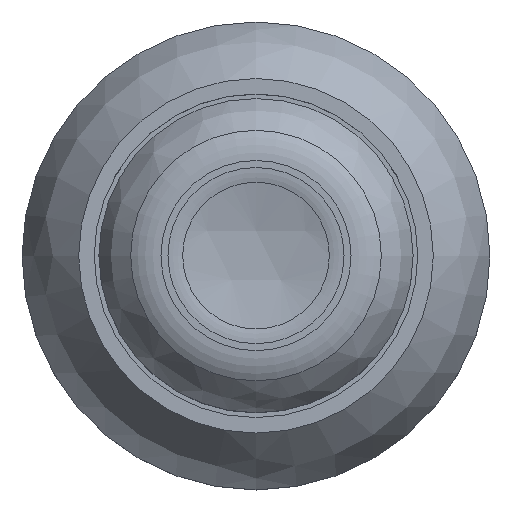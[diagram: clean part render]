
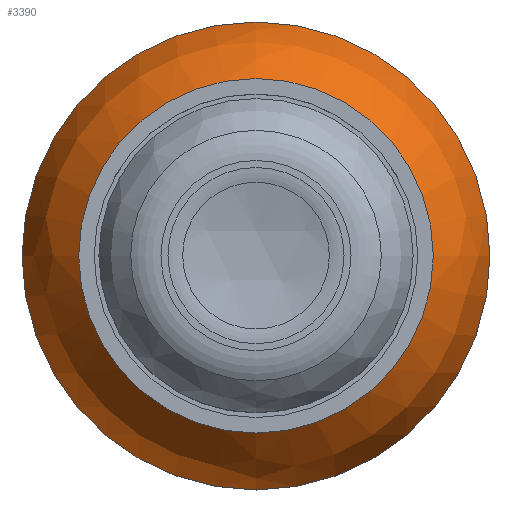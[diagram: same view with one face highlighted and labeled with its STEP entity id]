
A CAD part, top view. The second image highlights one B-rep face of the part: STEP entity #3390.
In plain terms, the highlighted free-form (B-spline) face has degree [2, 2] with [3, 9] control points.
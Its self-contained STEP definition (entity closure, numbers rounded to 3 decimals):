
#26=(
BOUNDED_SURFACE()
B_SPLINE_SURFACE(2,2,((#5550,#5551,#5552,#5553,#5554,#5555,#5556,#5557,
#5558),(#5559,#5560,#5561,#5562,#5563,#5564,#5565,#5566,#5567),(#5568,#5569,
#5570,#5571,#5572,#5573,#5574,#5575,#5576)),.UNSPECIFIED.,.F.,.T.,.F.)
B_SPLINE_SURFACE_WITH_KNOTS((3,3),(3,2,2,2,3),(-0.888,-0.201),
(-3.142,-1.571,0.,1.571,3.142),
 .UNSPECIFIED.)
GEOMETRIC_REPRESENTATION_ITEM()
RATIONAL_B_SPLINE_SURFACE(((1.,0.707,1.,0.707,1.,
0.707,1.,0.707,1.),(0.942,0.666,
0.942,0.666,0.942,0.666,
0.942,0.666,0.942),(1.,0.707,
1.,0.707,1.,0.707,1.,0.707,1.)))
REPRESENTATION_ITEM('')
SURFACE()
);
#837=FACE_OUTER_BOUND('',#1028,.T.);
#1028=EDGE_LOOP('',(#2778,#2779,#2780,#2781,#2782,#2783,#2784));
#1231=CIRCLE('',#3696,8.75);
#1232=CIRCLE('',#3697,8.75);
#1233=CIRCLE('',#3698,8.75);
#1234=CIRCLE('',#3699,6.075);
#1235=CIRCLE('',#3700,6.63);
#1236=CIRCLE('',#3701,6.63);
#1517=VERTEX_POINT('',#5543);
#1518=VERTEX_POINT('',#5545);
#1519=VERTEX_POINT('',#5547);
#1520=VERTEX_POINT('',#5577);
#1521=VERTEX_POINT('',#5579);
#1961=EDGE_CURVE('',#1517,#1518,#1231,.T.);
#1962=EDGE_CURVE('',#1518,#1519,#1232,.T.);
#1963=EDGE_CURVE('',#1519,#1517,#1233,.T.);
#1964=EDGE_CURVE('',#1519,#1520,#1234,.T.);
#1965=EDGE_CURVE('',#1520,#1521,#1235,.T.);
#1966=EDGE_CURVE('',#1521,#1520,#1236,.T.);
#2778=ORIENTED_EDGE('',*,*,#1962,.F.);
#2779=ORIENTED_EDGE('',*,*,#1961,.F.);
#2780=ORIENTED_EDGE('',*,*,#1963,.F.);
#2781=ORIENTED_EDGE('',*,*,#1964,.T.);
#2782=ORIENTED_EDGE('',*,*,#1965,.T.);
#2783=ORIENTED_EDGE('',*,*,#1966,.T.);
#2784=ORIENTED_EDGE('',*,*,#1964,.F.);
#3390=ADVANCED_FACE('',(#837),#26,.F.);
#3696=AXIS2_PLACEMENT_3D('',#5546,#4463,#4464);
#3697=AXIS2_PLACEMENT_3D('',#5548,#4465,#4466);
#3698=AXIS2_PLACEMENT_3D('',#5549,#4467,#4468);
#3699=AXIS2_PLACEMENT_3D('',#5578,#4469,#4470);
#3700=AXIS2_PLACEMENT_3D('',#5580,#4471,#4472);
#3701=AXIS2_PLACEMENT_3D('',#5581,#4473,#4474);
#4463=DIRECTION('center_axis',(0.,0.,-1.));
#4464=DIRECTION('ref_axis',(-1.,0.,0.));
#4465=DIRECTION('center_axis',(0.,0.,-1.));
#4466=DIRECTION('ref_axis',(-1.,0.,0.));
#4467=DIRECTION('center_axis',(0.,0.,-1.));
#4468=DIRECTION('ref_axis',(-1.,0.,0.));
#4469=DIRECTION('center_axis',(1.,0.,0.));
#4470=DIRECTION('ref_axis',(0.,1.,0.));
#4471=DIRECTION('center_axis',(0.,0.,-1.));
#4472=DIRECTION('ref_axis',(-1.,0.,0.));
#4473=DIRECTION('center_axis',(0.,0.,-1.));
#4474=DIRECTION('ref_axis',(-1.,0.,0.));
#5543=CARTESIAN_POINT('',(8.75,0.,1.5));
#5545=CARTESIAN_POINT('',(-8.75,0.,1.5));
#5546=CARTESIAN_POINT('Origin',(0.,0.,1.5));
#5547=CARTESIAN_POINT('',(0.,8.75,1.5));
#5548=CARTESIAN_POINT('Origin',(0.,0.,1.5));
#5549=CARTESIAN_POINT('Origin',(0.,0.,1.5));
#5550=CARTESIAN_POINT('Ctrl Pts',(0.,6.63,5.));
#5551=CARTESIAN_POINT('Ctrl Pts',(6.63,6.63,5.));
#5552=CARTESIAN_POINT('Ctrl Pts',(6.63,0.,5.));
#5553=CARTESIAN_POINT('Ctrl Pts',(6.63,-6.63,5.));
#5554=CARTESIAN_POINT('Ctrl Pts',(0.,-6.63,5.));
#5555=CARTESIAN_POINT('Ctrl Pts',(-6.63,-6.63,5.));
#5556=CARTESIAN_POINT('Ctrl Pts',(-6.63,0.,5.));
#5557=CARTESIAN_POINT('Ctrl Pts',(-6.63,6.63,5.));
#5558=CARTESIAN_POINT('Ctrl Pts',(0.,6.63,5.));
#5559=CARTESIAN_POINT('Ctrl Pts',(0.,8.316,
3.629));
#5560=CARTESIAN_POINT('Ctrl Pts',(8.316,8.316,3.629));
#5561=CARTESIAN_POINT('Ctrl Pts',(8.316,0.,
3.629));
#5562=CARTESIAN_POINT('Ctrl Pts',(8.316,-8.316,3.629));
#5563=CARTESIAN_POINT('Ctrl Pts',(0.,-8.316,
3.629));
#5564=CARTESIAN_POINT('Ctrl Pts',(-8.316,-8.316,3.629));
#5565=CARTESIAN_POINT('Ctrl Pts',(-8.316,0.,
3.629));
#5566=CARTESIAN_POINT('Ctrl Pts',(-8.316,8.316,3.629));
#5567=CARTESIAN_POINT('Ctrl Pts',(0.,8.316,
3.629));
#5568=CARTESIAN_POINT('Ctrl Pts',(0.,8.75,1.5));
#5569=CARTESIAN_POINT('Ctrl Pts',(8.75,8.75,1.5));
#5570=CARTESIAN_POINT('Ctrl Pts',(8.75,0.,1.5));
#5571=CARTESIAN_POINT('Ctrl Pts',(8.75,-8.75,1.5));
#5572=CARTESIAN_POINT('Ctrl Pts',(0.,-8.75,1.5));
#5573=CARTESIAN_POINT('Ctrl Pts',(-8.75,-8.75,1.5));
#5574=CARTESIAN_POINT('Ctrl Pts',(-8.75,0.,1.5));
#5575=CARTESIAN_POINT('Ctrl Pts',(-8.75,8.75,1.5));
#5576=CARTESIAN_POINT('Ctrl Pts',(0.,8.75,1.5));
#5577=CARTESIAN_POINT('',(0.,6.63,5.));
#5578=CARTESIAN_POINT('Origin',(0.,2.798,0.287));
#5579=CARTESIAN_POINT('',(-6.63,0.,5.));
#5580=CARTESIAN_POINT('Origin',(0.,0.,5.));
#5581=CARTESIAN_POINT('Origin',(0.,0.,5.));
